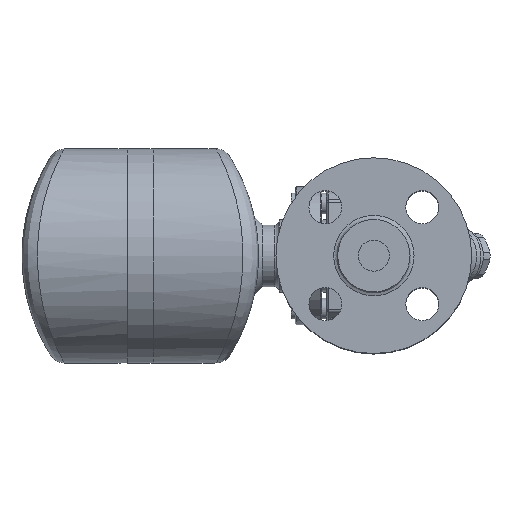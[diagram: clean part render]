
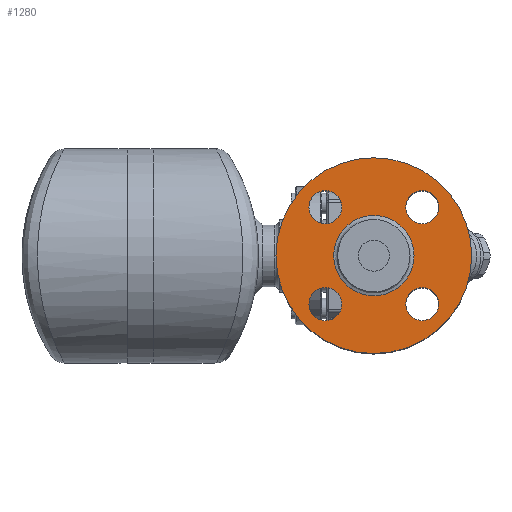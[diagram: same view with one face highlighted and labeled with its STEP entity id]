
A CAD part, top view. The second image highlights one B-rep face of the part: STEP entity #1280.
In plain terms, the highlighted planar face has unit normal (0, 0, 1).
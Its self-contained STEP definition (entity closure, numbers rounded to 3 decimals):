
#678=CARTESIAN_POINT('',(130.511,15.511,92.4));
#679=VERTEX_POINT('',#678);
#680=CARTESIAN_POINT('',(130.511,23.511,92.4));
#681=DIRECTION('',(0.0,0.0,-1.0));
#682=DIRECTION('',(0.0,-1.0,0.0));
#683=AXIS2_PLACEMENT_3D('',#680,#681,#682);
#684=CIRCLE('',#683,8.0);
#685=EDGE_CURVE('',#679,#679,#684,.T.);
#727=CARTESIAN_POINT('',(122.511,-23.511,92.4));
#728=VERTEX_POINT('',#727);
#729=CARTESIAN_POINT('',(130.511,-23.511,92.4));
#730=DIRECTION('',(0.0,0.0,-1.0));
#731=DIRECTION('',(-1.0,0.0,0.0));
#732=AXIS2_PLACEMENT_3D('',#729,#730,#731);
#733=CIRCLE('',#732,8.0);
#734=EDGE_CURVE('',#728,#728,#733,.T.);
#776=CARTESIAN_POINT('',(83.489,-15.511,92.4));
#777=VERTEX_POINT('',#776);
#778=CARTESIAN_POINT('',(83.489,-23.511,92.4));
#779=DIRECTION('',(0.0,0.0,-1.0));
#780=DIRECTION('',(0.0,1.0,0.0));
#781=AXIS2_PLACEMENT_3D('',#778,#779,#780);
#782=CIRCLE('',#781,8.0);
#783=EDGE_CURVE('',#777,#777,#782,.T.);
#953=CARTESIAN_POINT('',(91.489,23.511,92.4));
#954=VERTEX_POINT('',#953);
#955=CARTESIAN_POINT('',(83.489,23.511,92.4));
#956=DIRECTION('',(0.0,0.0,-1.0));
#957=DIRECTION('',(1.0,0.0,0.0));
#958=AXIS2_PLACEMENT_3D('',#955,#956,#957);
#959=CIRCLE('',#958,8.0);
#960=EDGE_CURVE('',#954,#954,#959,.T.);
#1226=CARTESIAN_POINT('',(87.49,0.,92.4));
#1227=VERTEX_POINT('',#1226);
#1228=CARTESIAN_POINT('',(107.,0.0,92.4));
#1229=DIRECTION('',(0.0,0.0,1.0));
#1230=DIRECTION('',(1.0,0.0,0.0));
#1231=AXIS2_PLACEMENT_3D('',#1228,#1229,#1230);
#1232=CIRCLE('',#1231,19.51);
#1233=EDGE_CURVE('',#1227,#1227,#1232,.T.);
#1249=CARTESIAN_POINT('',(139.525,0.0,92.4));
#1250=DIRECTION('',(0.0,0.0,1.0));
#1251=DIRECTION('',(1.0,0.0,0.0));
#1252=AXIS2_PLACEMENT_3D('',#1249,#1250,#1251);
#1253=PLANE('',#1252);
#1254=CARTESIAN_POINT('',(154.5,0.0,92.4));
#1255=VERTEX_POINT('',#1254);
#1256=CARTESIAN_POINT('',(107.,0.0,92.4));
#1257=DIRECTION('',(0.0,0.0,1.0));
#1258=DIRECTION('',(1.0,0.0,0.0));
#1259=AXIS2_PLACEMENT_3D('',#1256,#1257,#1258);
#1260=CIRCLE('',#1259,47.5);
#1261=EDGE_CURVE('',#1255,#1255,#1260,.T.);
#1262=ORIENTED_EDGE('',*,*,#1261,.T.);
#1263=EDGE_LOOP('',(#1262));
#1264=FACE_OUTER_BOUND('',#1263,.T.);
#1265=ORIENTED_EDGE('',*,*,#685,.T.);
#1266=EDGE_LOOP('',(#1265));
#1267=FACE_BOUND('',#1266,.T.);
#1268=ORIENTED_EDGE('',*,*,#734,.T.);
#1269=EDGE_LOOP('',(#1268));
#1270=FACE_BOUND('',#1269,.T.);
#1271=ORIENTED_EDGE('',*,*,#783,.T.);
#1272=EDGE_LOOP('',(#1271));
#1273=FACE_BOUND('',#1272,.T.);
#1274=ORIENTED_EDGE('',*,*,#960,.T.);
#1275=EDGE_LOOP('',(#1274));
#1276=FACE_BOUND('',#1275,.T.);
#1277=ORIENTED_EDGE('',*,*,#1233,.F.);
#1278=EDGE_LOOP('',(#1277));
#1279=FACE_BOUND('',#1278,.T.);
#1280=ADVANCED_FACE('',(#1264,#1267,#1270,#1273,#1276,#1279),#1253,.T.);
